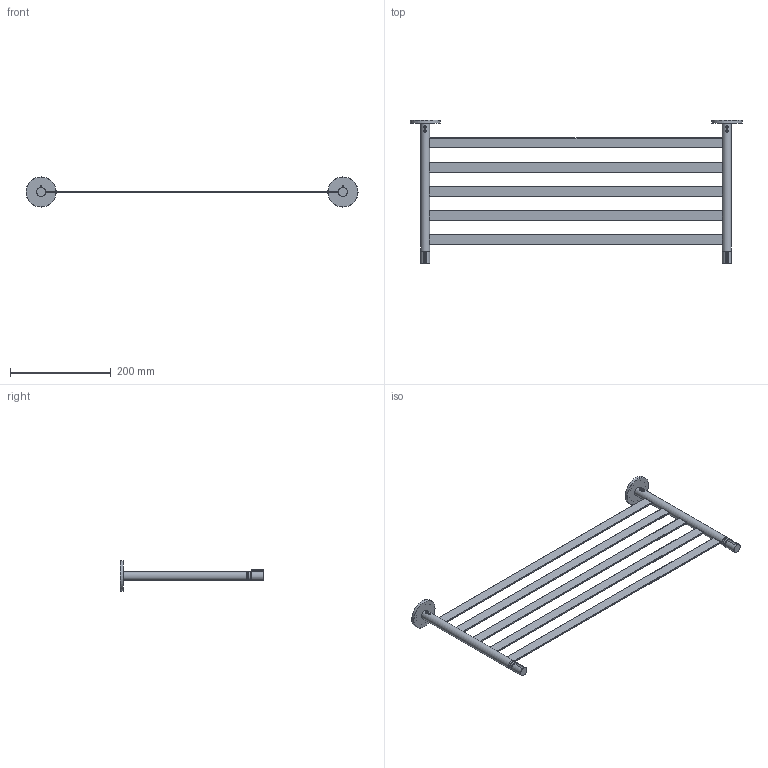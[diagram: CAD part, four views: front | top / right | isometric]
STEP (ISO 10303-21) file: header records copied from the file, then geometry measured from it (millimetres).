
FILE_DESCRIPTION(/* description */ ('Unknown'),/* implementation_level */ '2;1');
FILE_NAME(/* name */ 'GTA25-00',/* time_stamp */ '2026-02-19T10:14:20+01:00',/* author */ ('Unknown'),/* organization */ ('Unknown'),/* preprocessor_version */ 'ST-DEVELOPER v20',/* originating_system */ 'Solid Edge',/* authorisation */ 'Unknown');
FILE_SCHEMA (('AUTOMOTIVE_DESIGN {1 0 10303 214 3 1 1}'));
Length unit declared in the file: millimetre
Products named in the file (9): GTA25-00; GTA01-01; GTA25-01; GTA04-001_oa_0; GTA04-04; GTA04-001_oa_1; GTA01-001_oa_2; GRANO5X6P_8; GTA01-001_oa_3
Assembly tree (13 placements, depth 3):
  GTA25-00
    GTA01-01  x2
    GTA25-01
    GTA04-001_oa_0
      GTA04-04
    GTA04-001_oa_1
      GTA04-04
    GTA01-001_oa_2
      GRANO5X6P_8  x2
    GTA01-001_oa_3
      GRANO5X6P_8  x2
Bounding box: 660 x 285 x 60 mm (x, y, z)
Volume: 328014.7 mm3; surface area: 186576.8 mm2
Topology: 9 solids, 29 shells, 414 faces, 928 edges, 572 vertices
Faces by surface type: plane 146, cylinder 128, bspline 68, torus 46, cone 26
Full cylindrical faces by diameter (mm): 4.917 x2, 6 x2, 10 x2, 11.4 x2, 11.5 x2, 12 x2, 15.5 x4, 16 x2, 18 x2, 45 x2, 60 x2
Entity records: 27250 total; most frequent: CARTESIAN_POINT 18862, ORIENTED_EDGE 1278, DIRECTION 1248, EDGE_CURVE 639, AXIS2_PLACEMENT_3D 528, VERTEX_POINT 414, FACE_BOUND 399, EDGE_LOOP 394
